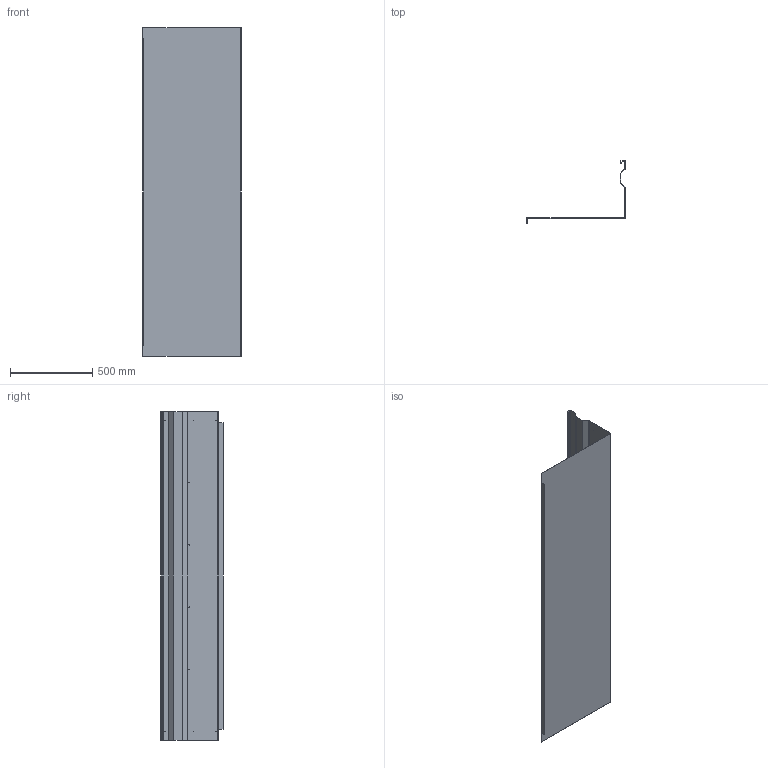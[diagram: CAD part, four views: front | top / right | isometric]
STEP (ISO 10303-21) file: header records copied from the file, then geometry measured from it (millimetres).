
FILE_DESCRIPTION (( 'STEP AP203' ), '1' );
FILE_NAME ('Floor and Side Panel_Défaut_sldprt.STEP', '2020-01-15T11:00:11', ( '' ), ( '' ), 'SwSTEP 2.0', 'SolidWorks 2017', '' );
FILE_SCHEMA (( 'CONFIG_CONTROL_DESIGN' ));
Length unit declared in the file: millimetre
Products named in the file (1): Floor and Side Panel_Défaut_sldprt
Bounding box: 599 x 378.5 x 2000 mm (x, y, z)
Volume: 3121274.4 mm3; surface area: 4171009.2 mm2
Topology: 1 solids, 1 shells, 102 faces, 232 edges, 132 vertices
Faces by surface type: plane 64, cylinder 38
Entity records: 2905 total; most frequent: DIRECTION 514, CARTESIAN_POINT 467, ORIENTED_EDGE 464, EDGE_CURVE 232, AXIS2_PLACEMENT_3D 179, VECTOR 156, LINE 156, VERTEX_POINT 132
